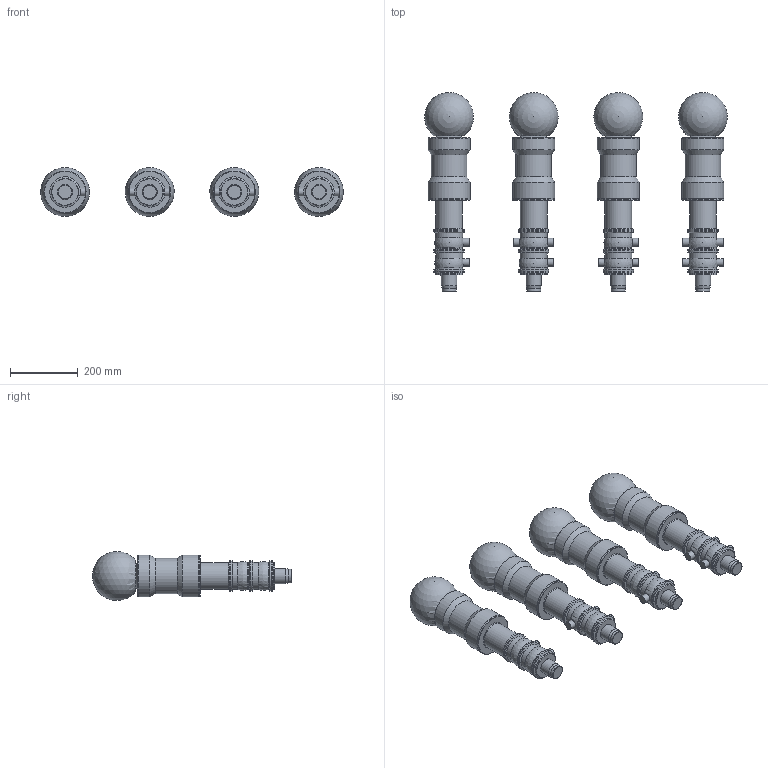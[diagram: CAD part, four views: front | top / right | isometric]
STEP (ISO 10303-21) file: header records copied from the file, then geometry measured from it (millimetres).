
FILE_DESCRIPTION(/* description */ (''),/* implementation_level */ '2;1');
FILE_NAME(/* name */ 'B925-DN020-SAL-orientabile.stp',/* time_stamp */ '2015-02-10T13:28:50+01:00',/* author */ ('malp-m'),/* organization */ (''),/* preprocessor_version */ 'ST-DEVELOPER v15.6',/* originating_system */ 'Autodesk Inventor 2015',/* authorisation */ '');
FILE_SCHEMA (('AUTOMOTIVE_DESIGN { 1 0 10303 214 3 1 1 }'));
Length unit declared in the file: millimetre
Products named in the file (7): ASSEMBL-B925-DN040; CIL93-B925; COR-B925-DN20-L; SAGOMA-GIOTTO; COR-B925-DN20-T; Tappo-corpoDN20; B925-DN020-SAL-orientabile
Assembly tree (24 placements, depth 2):
  B925-DN020-SAL-orientabile
    ASSEMBL-B925-DN040  x4
    CIL93-B925  x4
    COR-B925-DN20-L  x4
    SAGOMA-GIOTTO  x4
    COR-B925-DN20-T  x4
    Tappo-corpoDN20  x4
Bounding box: 893.78 x 587.39 x 145 mm (x, y, z)
Volume: 19109940 mm3; surface area: 1174880.6 mm2
Topology: 24 solids, 24 shells, 228 faces, 400 edges, 240 vertices
Faces by surface type: cylinder 84, plane 68, cone 40, torus 24, sphere 12
Full cylindrical faces by diameter (mm): 23 x12, 41 x4, 45 x4, 79 x4, 80 x20, 90 x24, 105 x4, 124 x12
Entity records: 1474 total; most frequent: CARTESIAN_POINT 289, DIRECTION 272, AXIS2_PLACEMENT_3D 136, EDGE_LOOP 102, ORIENTED_EDGE 102, ADVANCED_FACE 57, FACE_OUTER_BOUND 54, VERTEX_POINT 51
